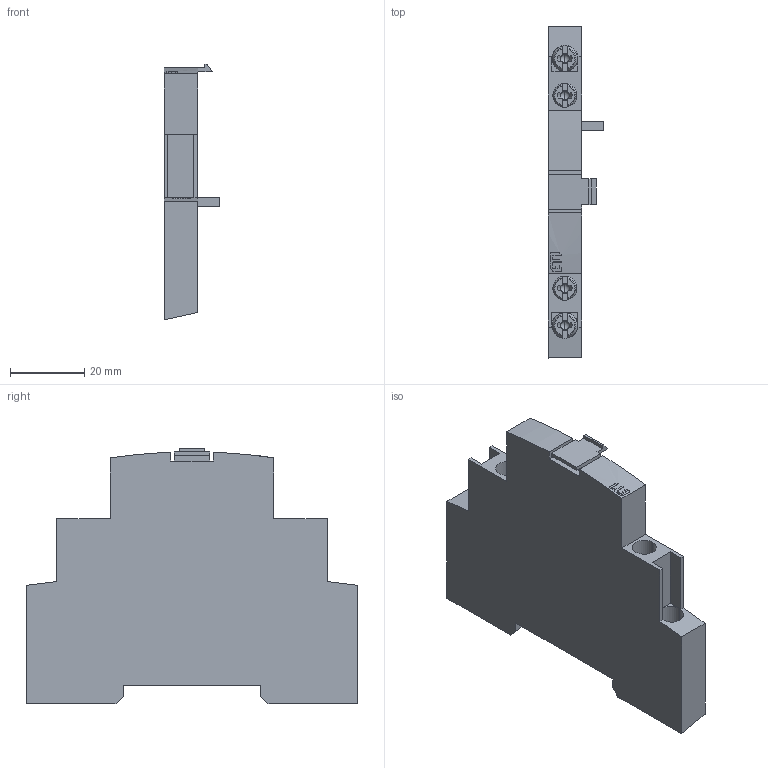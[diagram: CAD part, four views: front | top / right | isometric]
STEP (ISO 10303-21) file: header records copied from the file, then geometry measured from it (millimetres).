
FILE_DESCRIPTION((''),'2;1');
FILE_NAME('PRODUCT_5_1_ASM','2021-06-14T',('marketing.praksa'),('Audax d.o.o.'),'CREO PARAMETRIC BY PTC INC, 2017480','CREO PARAMETRIC BY PTC INC, 2017480','');
FILE_SCHEMA(('AUTOMOTIVE_DESIGN { 1 0 10303 214 1 1 1 1 }'));
Length unit declared in the file: millimetre
Products named in the file (5): 1007985024; SQUARE; HSCREW; AF; PRODUCT_5_1_ASM
Assembly tree (7 placements, depth 2):
  PRODUCT_5_1_ASM
    1007985024
    SQUARE
    HSCREW  x4
    AF
Bounding box: 15 x 89.5 x 69 mm (x, y, z)
Volume: 40321.5 mm3; surface area: 14807.2 mm2
Topology: 9 solids, 9 shells, 375 faces, 1016 edges, 662 vertices
Faces by surface type: plane 194, cylinder 109, cone 32, bspline 16, torus 16, sphere 8
Entity records: 11691 total; most frequent: CARTESIAN_POINT 2094, ORIENTED_EDGE 1230, DIRECTION 1134, PRESENTATION_STYLE_ASSIGNMENT 852, STYLED_ITEM 852, CURVE_STYLE 615, EDGE_CURVE 615, VERTEX_POINT 404
